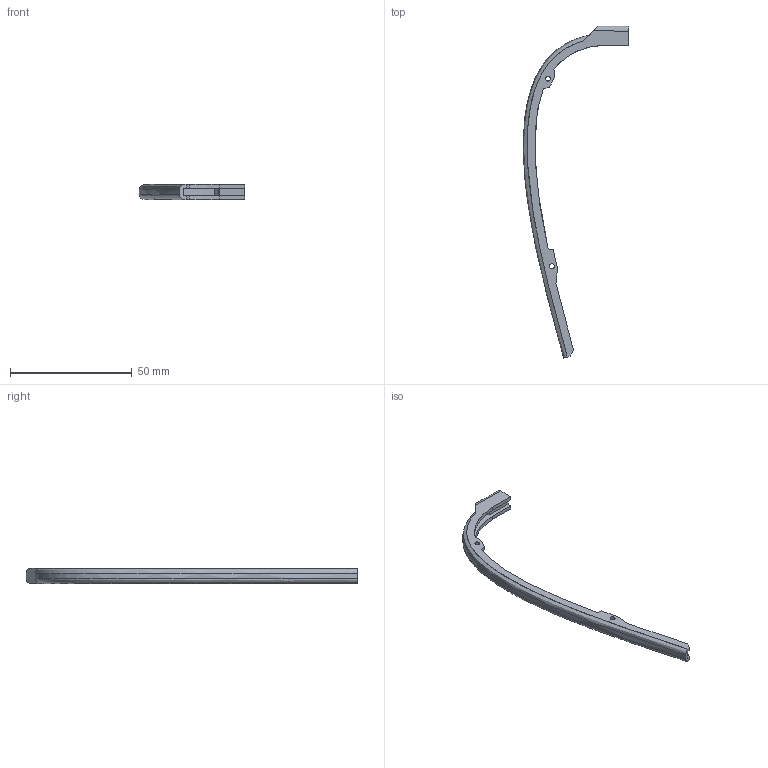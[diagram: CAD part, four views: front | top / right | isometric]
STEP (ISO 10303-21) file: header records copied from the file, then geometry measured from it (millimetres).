
FILE_DESCRIPTION (( 'STEP AP214' ), '1' );
FILE_NAME ('DmMc_Wingtip_Rinforce_type6.STEP', '2022-11-25T07:36:09', ( '' ), ( '' ), 'SwSTEP 2.0', 'SolidWorks 2022', '' );
FILE_SCHEMA (( 'AUTOMOTIVE_DESIGN' ));
Length unit declared in the file: millimetre
Products named in the file (1): DmMc_Wingtip_Rinforce_type6
Bounding box: 43.4 x 136.4 x 6.2 mm (x, y, z)
Volume: 3231.1 mm3; surface area: 4725.3 mm2
Topology: 1 solids, 1 shells, 60 faces, 171 edges, 114 vertices
Faces by surface type: plane 28, cylinder 16, bspline 16
Entity records: 2811 total; most frequent: CARTESIAN_POINT 1278, ORIENTED_EDGE 342, DIRECTION 260, EDGE_CURVE 171, VERTEX_POINT 114, LINE 106, VECTOR 106, AXIS2_PLACEMENT_3D 77
